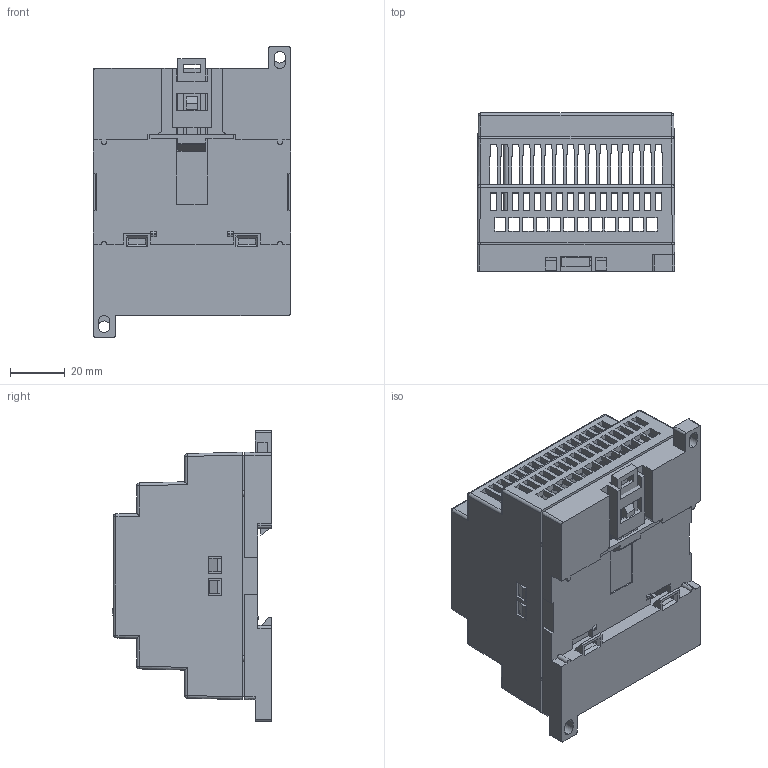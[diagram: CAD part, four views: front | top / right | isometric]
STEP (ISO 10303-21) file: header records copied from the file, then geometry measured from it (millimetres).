
FILE_DESCRIPTION (( 'STEP AP214' ), '1' );
FILE_NAME ('弝謹.301152.320.1174.STEP', '2023-02-09T08:31:28', ( '' ), ( '' ), 'SwSTEP 2.0', 'SolidWorks 2019', '' );
FILE_SCHEMA (( 'AUTOMOTIVE_DESIGN' ));
Length unit declared in the file: millimetre
Products named in the file (5): 弝謹.741582.420.1612; 弝謹.731153.420.1622; 弝謹.755755.420.2275; 弝謹.301152.320.1174; 弝謹.741426.420.061
Assembly tree (4 placements, depth 2):
  弝謹.301152.320.1174
    弝謹.741582.420.1612
    弝謹.741426.420.061
    弝謹.731153.420.1622
    弝謹.755755.420.2275
Bounding box: 72.01 x 57.9 x 105.66 mm (x, y, z)
Volume: 55192 mm3; surface area: 64391 mm2
Topology: 4 solids, 4 shells, 837 faces, 2552 edges, 1656 vertices
Faces by surface type: plane 673, cylinder 124, cone 22, bspline 16, torus 2
Entity records: 35053 total; most frequent: CARTESIAN_POINT 5454, ORIENTED_EDGE 5070, DIRECTION 4437, EDGE_CURVE 2535, LINE 2213, VECTOR 2213, VERTEX_POINT 1651, AXIS2_PLACEMENT_3D 1112
